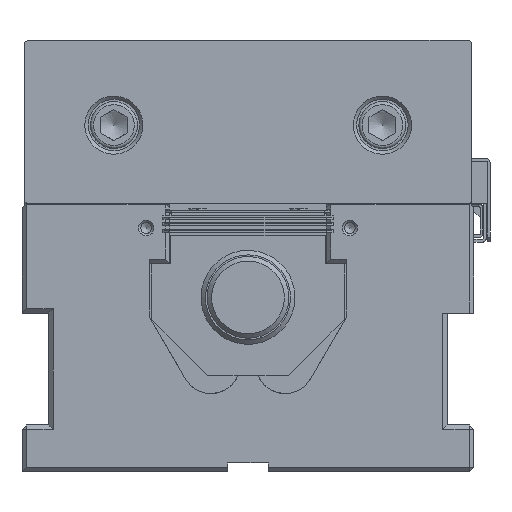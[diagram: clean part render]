
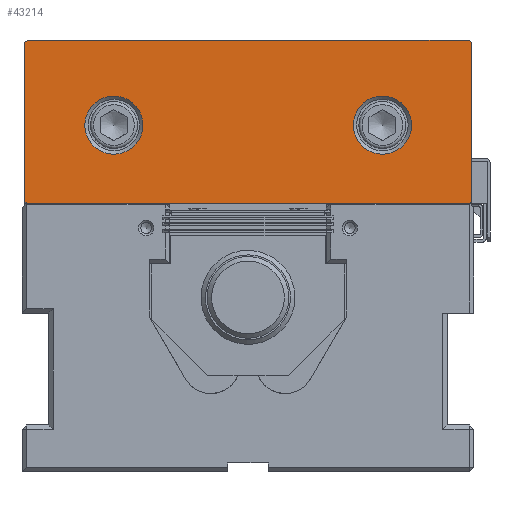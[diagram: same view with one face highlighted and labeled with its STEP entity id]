
A CAD part, front view. The second image highlights one B-rep face of the part: STEP entity #43214.
In plain terms, the highlighted planar face has unit normal (0, -1, 0).
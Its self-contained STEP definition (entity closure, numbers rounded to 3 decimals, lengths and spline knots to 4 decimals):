
#1152=FACE_BOUND('',#14470,.T.);
#1153=FACE_BOUND('',#14471,.T.);
#2118=PLANE('',#46589);
#5344=LINE('',#72412,#8913);
#5378=LINE('',#72564,#8947);
#5383=LINE('',#72573,#8952);
#5388=LINE('',#72585,#8957);
#5396=LINE('',#72601,#8965);
#5403=LINE('',#72612,#8972);
#5404=LINE('',#72614,#8973);
#5406=LINE('',#72625,#8975);
#8913=VECTOR('',#55124,0.3937);
#8947=VECTOR('',#55230,0.3937);
#8952=VECTOR('',#55239,0.3937);
#8957=VECTOR('',#55248,0.3937);
#8965=VECTOR('',#55262,0.3937);
#8972=VECTOR('',#55277,0.3937);
#8973=VECTOR('',#55280,0.3937);
#8975=VECTOR('',#55294,0.3937);
#11961=FACE_OUTER_BOUND('',#14469,.T.);
#14469=EDGE_LOOP('',(#34521,#34522,#34523,#34524,#34525,#34526,#34527,#34528));
#14470=EDGE_LOOP('',(#34529));
#14471=EDGE_LOOP('',(#34530));
#16624=CIRCLE('',#46586,0.5118);
#16627=CIRCLE('',#46590,0.5118);
#19844=VERTEX_POINT('',#72409);
#19845=VERTEX_POINT('',#72411);
#19885=VERTEX_POINT('',#72563);
#19887=VERTEX_POINT('',#72572);
#19891=VERTEX_POINT('',#72583);
#19892=VERTEX_POINT('',#72584);
#19896=VERTEX_POINT('',#72599);
#19897=VERTEX_POINT('',#72600);
#19898=VERTEX_POINT('',#72617);
#19901=VERTEX_POINT('',#72626);
#25050=EDGE_CURVE('',#19844,#19845,#5344,.T.);
#25110=EDGE_CURVE('',#19885,#19844,#5378,.T.);
#25115=EDGE_CURVE('',#19845,#19887,#5383,.T.);
#25120=EDGE_CURVE('',#19891,#19892,#5388,.T.);
#25128=EDGE_CURVE('',#19896,#19897,#5396,.T.);
#25135=EDGE_CURVE('',#19892,#19885,#5403,.T.);
#25136=EDGE_CURVE('',#19897,#19891,#5404,.T.);
#25137=EDGE_CURVE('',#19898,#19898,#16624,.T.);
#25141=EDGE_CURVE('',#19887,#19896,#5406,.T.);
#25142=EDGE_CURVE('',#19901,#19901,#16627,.T.);
#34521=ORIENTED_EDGE('',*,*,#25110,.F.);
#34522=ORIENTED_EDGE('',*,*,#25135,.F.);
#34523=ORIENTED_EDGE('',*,*,#25120,.F.);
#34524=ORIENTED_EDGE('',*,*,#25136,.F.);
#34525=ORIENTED_EDGE('',*,*,#25128,.F.);
#34526=ORIENTED_EDGE('',*,*,#25141,.F.);
#34527=ORIENTED_EDGE('',*,*,#25115,.F.);
#34528=ORIENTED_EDGE('',*,*,#25050,.F.);
#34529=ORIENTED_EDGE('',*,*,#25142,.F.);
#34530=ORIENTED_EDGE('',*,*,#25137,.F.);
#43214=ADVANCED_FACE('',(#11961,#1152,#1153),#2118,.F.);
#46586=AXIS2_PLACEMENT_3D('',#72618,#55285,#55286);
#46589=AXIS2_PLACEMENT_3D('',#72624,#55292,#55293);
#46590=AXIS2_PLACEMENT_3D('',#72627,#55295,#55296);
#55124=DIRECTION('',(-1.,0.,0.));
#55230=DIRECTION('',(-0.707,0.,-0.707));
#55239=DIRECTION('',(-0.707,0.,0.707));
#55248=DIRECTION('',(0.707,0.,-0.707));
#55262=DIRECTION('',(0.707,0.,0.707));
#55277=DIRECTION('',(0.,0.,-1.));
#55280=DIRECTION('',(1.,0.,0.));
#55285=DIRECTION('center_axis',(0.,-1.,0.));
#55286=DIRECTION('ref_axis',(-1.,0.,0.));
#55292=DIRECTION('center_axis',(0.,1.,0.));
#55293=DIRECTION('ref_axis',(0.,0.,
1.));
#55294=DIRECTION('',(0.,0.,1.));
#55295=DIRECTION('center_axis',(0.,-1.,0.));
#55296=DIRECTION('ref_axis',(-1.,0.,0.));
#72409=CARTESIAN_POINT('',(3.8904,-11.2205,2.3622));
#72411=CARTESIAN_POINT('',(-3.8851,-11.2205,2.3622));
#72412=CARTESIAN_POINT('',(-3.9245,-11.2205,2.3622));
#72563=CARTESIAN_POINT('',(3.9298,-11.2205,2.4016));
#72564=CARTESIAN_POINT('',(3.2876,-11.2205,1.7594));
#72572=CARTESIAN_POINT('',(-3.9245,-11.2205,2.4016));
#72573=CARTESIAN_POINT('',(-3.2823,-11.2205,1.7594));
#72583=CARTESIAN_POINT('',(3.8904,-11.2205,5.2362));
#72584=CARTESIAN_POINT('',(3.9298,-11.2205,5.1969));
#72585=CARTESIAN_POINT('',(3.2876,-11.2205,5.8391));
#72599=CARTESIAN_POINT('',(-3.9245,-11.2205,5.1969));
#72600=CARTESIAN_POINT('',(-3.8851,-11.2205,5.2362));
#72601=CARTESIAN_POINT('',(-3.2823,-11.2205,5.8391));
#72612=CARTESIAN_POINT('',(3.9298,-11.2205,2.3622));
#72614=CARTESIAN_POINT('',(3.9298,-11.2205,5.2362));
#72617=CARTESIAN_POINT('',(2.8767,-11.2205,3.7402));
#72618=CARTESIAN_POINT('Origin',(2.3649,-11.2205,3.7402));
#72624=CARTESIAN_POINT('Origin',(0.0026,-11.2205,
3.7992));
#72625=CARTESIAN_POINT('',(-3.9245,-11.2205,5.2362));
#72626=CARTESIAN_POINT('',(-1.8477,-11.2205,3.7402));
#72627=CARTESIAN_POINT('Origin',(-2.3596,-11.2205,3.7402));
